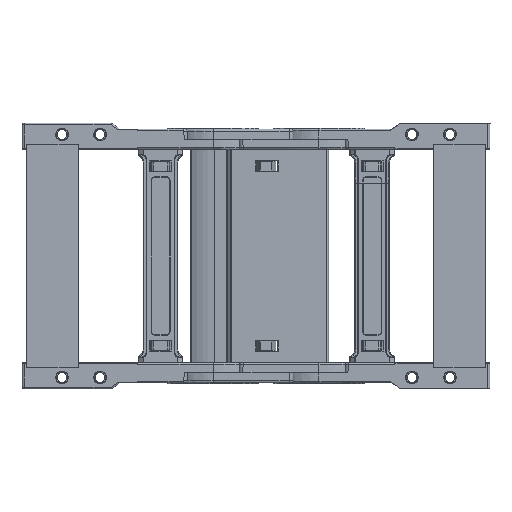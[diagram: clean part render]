
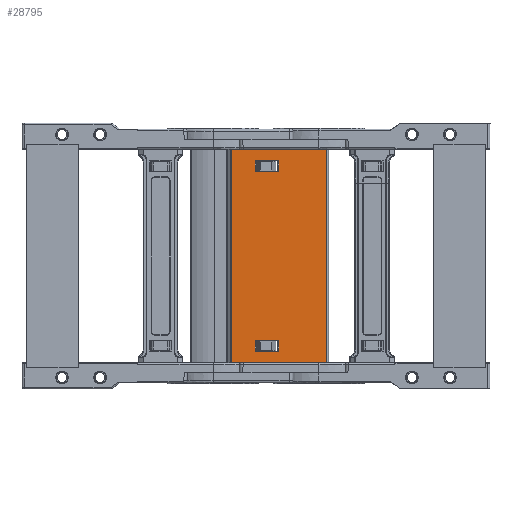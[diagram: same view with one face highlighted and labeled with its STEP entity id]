
A CAD part, front view. The second image highlights one B-rep face of the part: STEP entity #28795.
In plain terms, the highlighted planar face has unit normal (0, -1, 0).
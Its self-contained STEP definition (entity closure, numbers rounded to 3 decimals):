
#899 = CARTESIAN_POINT ( 'NONE',  ( -33.78, 143.654, 124.497 ) ) ;
#2446 = LINE ( 'NONE', #71665, #102442 ) ;
#3043 = DIRECTION ( 'NONE',  ( 0., 1., 0. ) ) ;
#3668 = CARTESIAN_POINT ( 'NONE',  ( -89.98, 143.654, 124.497 ) ) ;
#4745 = LINE ( 'NONE', #151085, #104674 ) ;
#4984 = CARTESIAN_POINT ( 'NONE',  ( -61.76, 143.654, 117.747 ) ) ;
#6183 = FACE_OUTER_BOUND ( 'NONE', #83196, .T. ) ;
#7921 = VERTEX_POINT ( 'NONE', #88529 ) ;
#9217 = LINE ( 'NONE', #104676, #122062 ) ;
#10195 = CARTESIAN_POINT ( 'NONE',  ( -33.78, 143.654, -83.122 ) ) ;
#12722 = DIRECTION ( 'NONE',  ( -1., 0., 0. ) ) ;
#13034 = VECTOR ( 'NONE', #12722, 1000. ) ;
#13937 = CARTESIAN_POINT ( 'NONE',  ( -75.76, 143.654, 111.447 ) ) ;
#14737 = CARTESIAN_POINT ( 'NONE',  ( -61.76, 143.654, 5.247 ) ) ;
#17387 = DIRECTION ( 'NONE',  ( 0., 0., -1. ) ) ;
#18280 = DIRECTION ( 'NONE',  ( 0., 0., 1. ) ) ;
#18341 = DIRECTION ( 'NONE',  ( 0., 0., -1. ) ) ;
#18519 = LINE ( 'NONE', #58617, #103750 ) ;
#21506 = EDGE_LOOP ( 'NONE', ( #89812, #23044, #125778, #146252 ) ) ;
#22001 = VERTEX_POINT ( 'NONE', #77179 ) ;
#22057 = VERTEX_POINT ( 'NONE', #32649 ) ;
#22822 = FACE_BOUND ( 'NONE', #85454, .T. ) ;
#23044 = ORIENTED_EDGE ( 'NONE', *, *, #51779, .T. ) ;
#24473 = DIRECTION ( 'NONE',  ( 1., 0., 0. ) ) ;
#25508 = EDGE_CURVE ( 'NONE', #44208, #40950, #108244, .T. ) ;
#25852 = CARTESIAN_POINT ( 'NONE',  ( -58.76, 143.654, -1.503 ) ) ;
#27551 = EDGE_CURVE ( 'NONE', #7921, #40950, #137752, .T. ) ;
#28009 = VECTOR ( 'NONE', #123100, 1000. ) ;
#28795 = ADVANCED_FACE ( 'NONE', ( #130056, #6183, #22822 ), #131810, .F. ) ;
#30398 = EDGE_CURVE ( 'NONE', #61030, #36039, #144503, .T. ) ;
#30881 = VERTEX_POINT ( 'NONE', #36646 ) ;
#31196 = EDGE_CURVE ( 'NONE', #22001, #44208, #18519, .T. ) ;
#32649 = CARTESIAN_POINT ( 'NONE',  ( -61.76, 143.654, 5.247 ) ) ;
#34507 = VECTOR ( 'NONE', #18341, 1000. ) ;
#36039 = VERTEX_POINT ( 'NONE', #48422 ) ;
#36646 = CARTESIAN_POINT ( 'NONE',  ( -75.76, 143.654, 5.247 ) ) ;
#39846 = DIRECTION ( 'NONE',  ( 1., 0., 0. ) ) ;
#40950 = VERTEX_POINT ( 'NONE', #899 ) ;
#42777 = VECTOR ( 'NONE', #18280, 1000. ) ;
#44208 = VERTEX_POINT ( 'NONE', #3668 ) ;
#44768 = EDGE_CURVE ( 'NONE', #79937, #99193, #112270, .T. ) ;
#46434 = LINE ( 'NONE', #14737, #13034 ) ;
#48422 = CARTESIAN_POINT ( 'NONE',  ( -61.76, 143.654, 11.547 ) ) ;
#49064 = ORIENTED_EDGE ( 'NONE', *, *, #63899, .T. ) ;
#51779 = EDGE_CURVE ( 'NONE', #36039, #22057, #78166, .T. ) ;
#57066 = VECTOR ( 'NONE', #108186, 1000. ) ;
#58617 = CARTESIAN_POINT ( 'NONE',  ( -89.98, 143.654, -83.122 ) ) ;
#61030 = VERTEX_POINT ( 'NONE', #75125 ) ;
#63263 = VECTOR ( 'NONE', #17387, 1000. ) ;
#63899 = EDGE_CURVE ( 'NONE', #22001, #7921, #4745, .T. ) ;
#65392 = CARTESIAN_POINT ( 'NONE',  ( -75.76, 143.654, 11.547 ) ) ;
#71665 = CARTESIAN_POINT ( 'NONE',  ( -61.76, 143.654, 111.447 ) ) ;
#73676 = LINE ( 'NONE', #96783, #57066 ) ;
#75050 = CARTESIAN_POINT ( 'NONE',  ( -58.76, 143.654, 124.497 ) ) ;
#75125 = CARTESIAN_POINT ( 'NONE',  ( -75.76, 143.654, 11.547 ) ) ;
#75690 = ORIENTED_EDGE ( 'NONE', *, *, #44768, .F. ) ;
#77179 = CARTESIAN_POINT ( 'NONE',  ( -89.98, 143.654, -1.503 ) ) ;
#78166 = LINE ( 'NONE', #87740, #63263 ) ;
#79937 = VERTEX_POINT ( 'NONE', #150164 ) ;
#80346 = EDGE_CURVE ( 'NONE', #30881, #61030, #105690, .T. ) ;
#81686 = VERTEX_POINT ( 'NONE', #4984 ) ;
#83196 = EDGE_LOOP ( 'NONE', ( #94364, #124939, #83584, #49064 ) ) ;
#83584 = ORIENTED_EDGE ( 'NONE', *, *, #31196, .F. ) ;
#84526 = EDGE_CURVE ( 'NONE', #122219, #81686, #73676, .T. ) ;
#85454 = EDGE_LOOP ( 'NONE', ( #89798, #75690, #119876, #111375 ) ) ;
#85842 = DIRECTION ( 'NONE',  ( 0., 0., 1. ) ) ;
#87740 = CARTESIAN_POINT ( 'NONE',  ( -61.76, 143.654, 11.547 ) ) ;
#88529 = CARTESIAN_POINT ( 'NONE',  ( -33.78, 143.654, -1.503 ) ) ;
#89798 = ORIENTED_EDGE ( 'NONE', *, *, #119422, .F. ) ;
#89812 = ORIENTED_EDGE ( 'NONE', *, *, #30398, .T. ) ;
#93020 = EDGE_CURVE ( 'NONE', #22057, #30881, #46434, .T. ) ;
#94364 = ORIENTED_EDGE ( 'NONE', *, *, #27551, .T. ) ;
#94781 = DIRECTION ( 'NONE',  ( -1., 0., 0. ) ) ;
#96783 = CARTESIAN_POINT ( 'NONE',  ( -61.76, 143.654, 111.447 ) ) ;
#99050 = VECTOR ( 'NONE', #39846, 1000. ) ;
#99193 = VERTEX_POINT ( 'NONE', #13937 ) ;
#102442 = VECTOR ( 'NONE', #119175, 1000. ) ;
#103750 = VECTOR ( 'NONE', #152554, 1000. ) ;
#104674 = VECTOR ( 'NONE', #24473, 1000. ) ;
#104676 = CARTESIAN_POINT ( 'NONE',  ( -61.76, 143.654, 117.747 ) ) ;
#105690 = LINE ( 'NONE', #65392, #42777 ) ;
#108186 = DIRECTION ( 'NONE',  ( 0., 0., 1. ) ) ;
#108244 = LINE ( 'NONE', #75050, #99050 ) ;
#110950 = CARTESIAN_POINT ( 'NONE',  ( -61.76, 143.654, 111.447 ) ) ;
#111243 = CARTESIAN_POINT ( 'NONE',  ( -61.76, 143.654, 11.547 ) ) ;
#111375 = ORIENTED_EDGE ( 'NONE', *, *, #84526, .F. ) ;
#112270 = LINE ( 'NONE', #150042, #34507 ) ;
#113072 = EDGE_CURVE ( 'NONE', #81686, #79937, #9217, .T. ) ;
#119175 = DIRECTION ( 'NONE',  ( 1., 0., 0. ) ) ;
#119422 = EDGE_CURVE ( 'NONE', #99193, #122219, #2446, .T. ) ;
#119876 = ORIENTED_EDGE ( 'NONE', *, *, #113072, .F. ) ;
#122062 = VECTOR ( 'NONE', #94781, 1000. ) ;
#122219 = VERTEX_POINT ( 'NONE', #110950 ) ;
#122924 = VECTOR ( 'NONE', #128555, 1000. ) ;
#123100 = DIRECTION ( 'NONE',  ( 1., 0., 0. ) ) ;
#124939 = ORIENTED_EDGE ( 'NONE', *, *, #25508, .F. ) ;
#125778 = ORIENTED_EDGE ( 'NONE', *, *, #93020, .T. ) ;
#128555 = DIRECTION ( 'NONE',  ( 0., 0., 1. ) ) ;
#130056 = FACE_BOUND ( 'NONE', #21506, .T. ) ;
#131810 = PLANE ( 'NONE',  #152022 ) ;
#137752 = LINE ( 'NONE', #10195, #122924 ) ;
#144503 = LINE ( 'NONE', #111243, #28009 ) ;
#146252 = ORIENTED_EDGE ( 'NONE', *, *, #80346, .T. ) ;
#150042 = CARTESIAN_POINT ( 'NONE',  ( -75.76, 143.654, 111.447 ) ) ;
#150164 = CARTESIAN_POINT ( 'NONE',  ( -75.76, 143.654, 117.747 ) ) ;
#151085 = CARTESIAN_POINT ( 'NONE',  ( -58.76, 143.654, -1.503 ) ) ;
#152022 = AXIS2_PLACEMENT_3D ( 'NONE', #25852, #3043, #85842 ) ;
#152554 = DIRECTION ( 'NONE',  ( 0., 0., 1. ) ) ;
